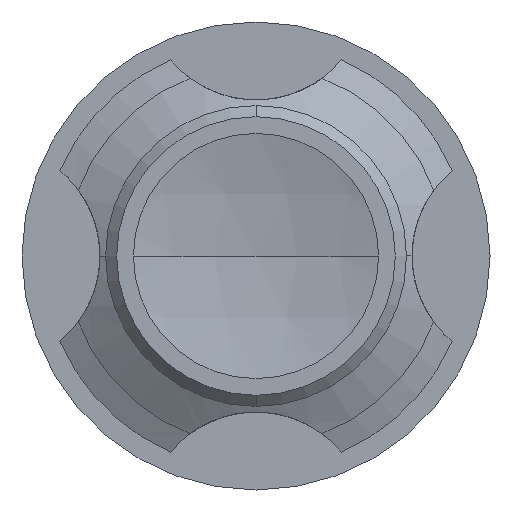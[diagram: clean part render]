
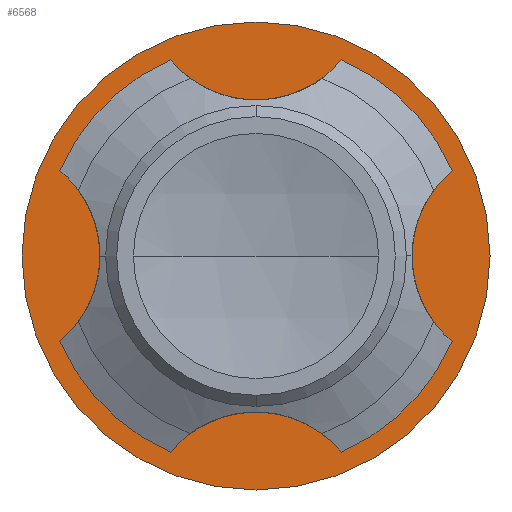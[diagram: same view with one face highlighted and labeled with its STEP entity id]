
A CAD part, front view. The second image highlights one B-rep face of the part: STEP entity #6568.
In plain terms, the highlighted planar face has unit normal (0, -1, 0).
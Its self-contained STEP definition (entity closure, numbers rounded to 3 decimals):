
#679 = EDGE_LOOP ( 'NONE', ( #20036, #13911 ) ) ;
#885 = AXIS2_PLACEMENT_3D ( 'NONE', #23622, #4118, #17015 ) ;
#1117 = VERTEX_POINT ( 'NONE', #20751 ) ;
#1269 = CARTESIAN_POINT ( 'NONE',  ( 0., 26., 21. ) ) ;
#1427 = VERTEX_POINT ( 'NONE', #24064 ) ;
#4118 = DIRECTION ( 'NONE',  ( 0., 1., 0. ) ) ;
#5425 = DIRECTION ( 'NONE',  ( 0., 1., 0. ) ) ;
#5564 = PLANE ( 'NONE',  #885 ) ;
#5867 = CARTESIAN_POINT ( 'NONE',  ( 0., 26., 0. ) ) ;
#6568 = ADVANCED_FACE ( 'NONE', ( #9995, #16180 ), #5564, .F. ) ;
#7526 = CARTESIAN_POINT ( 'NONE',  ( 0., 26., 0. ) ) ;
#7805 = DIRECTION ( 'NONE',  ( 0., 0., 1. ) ) ;
#8673 = EDGE_LOOP ( 'NONE', ( #21447, #16878 ) ) ;
#9506 = VERTEX_POINT ( 'NONE', #1269 ) ;
#9995 = FACE_OUTER_BOUND ( 'NONE', #8673, .T. ) ;
#12276 = CIRCLE ( 'NONE', #22758, 13.5 ) ;
#12469 = EDGE_CURVE ( 'NONE', #19503, #9506, #25020, .T. ) ;
#12620 = CARTESIAN_POINT ( 'NONE',  ( 0., 26., 0. ) ) ;
#12639 = DIRECTION ( 'NONE',  ( 0., 0., 1. ) ) ;
#13000 = DIRECTION ( 'NONE',  ( 0., 1., 0. ) ) ;
#13911 = ORIENTED_EDGE ( 'NONE', *, *, #22589, .T. ) ;
#14475 = EDGE_CURVE ( 'NONE', #1427, #1117, #17125, .T. ) ;
#15738 = AXIS2_PLACEMENT_3D ( 'NONE', #12620, #21171, #20996 ) ;
#16180 = FACE_BOUND ( 'NONE', #679, .T. ) ;
#16266 = CARTESIAN_POINT ( 'NONE',  ( 0., 26., -21. ) ) ;
#16878 = ORIENTED_EDGE ( 'NONE', *, *, #12469, .F. ) ;
#17015 = DIRECTION ( 'NONE',  ( 0., 0., 1. ) ) ;
#17125 = CIRCLE ( 'NONE', #15738, 13.5 ) ;
#17308 = DIRECTION ( 'NONE',  ( 0., 0., 1. ) ) ;
#18478 = AXIS2_PLACEMENT_3D ( 'NONE', #25826, #13000, #17308 ) ;
#19503 = VERTEX_POINT ( 'NONE', #16266 ) ;
#20036 = ORIENTED_EDGE ( 'NONE', *, *, #14475, .T. ) ;
#20158 = EDGE_CURVE ( 'NONE', #9506, #19503, #27033, .T. ) ;
#20550 = AXIS2_PLACEMENT_3D ( 'NONE', #5867, #21191, #12639 ) ;
#20751 = CARTESIAN_POINT ( 'NONE',  ( 0., 26., -13.5 ) ) ;
#20996 = DIRECTION ( 'NONE',  ( 0., 0., 1. ) ) ;
#21171 = DIRECTION ( 'NONE',  ( 0., 1., 0. ) ) ;
#21191 = DIRECTION ( 'NONE',  ( 0., 1., 0. ) ) ;
#21447 = ORIENTED_EDGE ( 'NONE', *, *, #20158, .F. ) ;
#22589 = EDGE_CURVE ( 'NONE', #1117, #1427, #12276, .T. ) ;
#22758 = AXIS2_PLACEMENT_3D ( 'NONE', #7526, #5425, #7805 ) ;
#23622 = CARTESIAN_POINT ( 'NONE',  ( 13.5, 26., 0. ) ) ;
#24064 = CARTESIAN_POINT ( 'NONE',  ( 0., 26., 13.5 ) ) ;
#25020 = CIRCLE ( 'NONE', #18478, 21. ) ;
#25826 = CARTESIAN_POINT ( 'NONE',  ( 0., 26., 0. ) ) ;
#27033 = CIRCLE ( 'NONE', #20550, 21. ) ;
